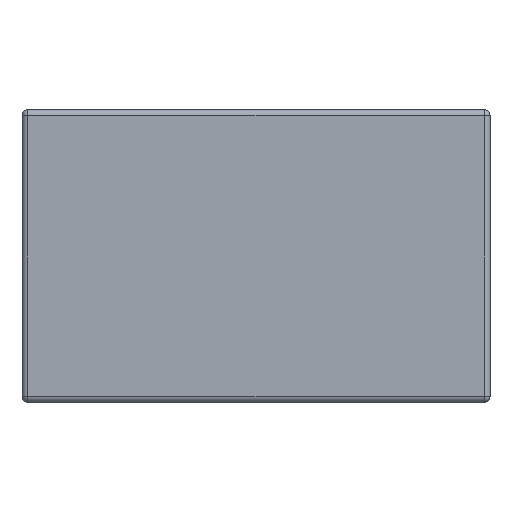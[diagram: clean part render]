
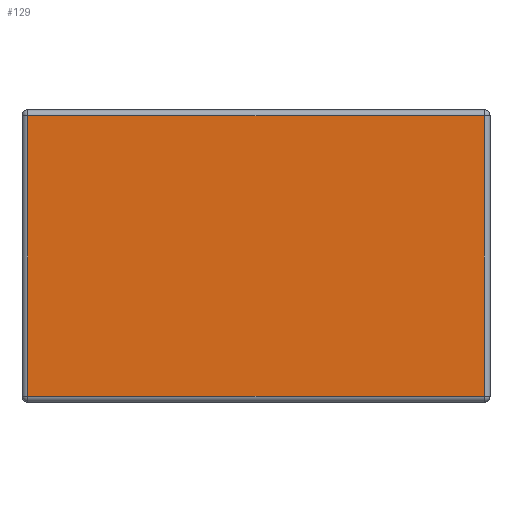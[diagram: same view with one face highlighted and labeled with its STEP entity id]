
A CAD part, front view. The second image highlights one B-rep face of the part: STEP entity #129.
In plain terms, the highlighted planar face has unit normal (0, -1, 0).
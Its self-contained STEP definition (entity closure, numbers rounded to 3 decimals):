
#129 = ADVANCED_FACE( '', ( #237 ), #238, .T. );
#237 = FACE_OUTER_BOUND( '', #335, .T. );
#238 = PLANE( '', #336 );
#335 = EDGE_LOOP( '', ( #493, #494, #495, #496 ) );
#336 = AXIS2_PLACEMENT_3D( '', #497, #498, #499 );
#493 = ORIENTED_EDGE( '', *, *, #650, .T. );
#494 = ORIENTED_EDGE( '', *, *, #623, .T. );
#495 = ORIENTED_EDGE( '', *, *, #645, .T. );
#496 = ORIENTED_EDGE( '', *, *, #674, .T. );
#497 = CARTESIAN_POINT( '', ( -0.8, -0.5, -0.5 ) );
#498 = DIRECTION( '', ( 0., -1., 0. ) );
#499 = DIRECTION( '', ( 0., 0., -1. ) );
#623 = EDGE_CURVE( '', #712, #717, #719, .T. );
#645 = EDGE_CURVE( '', #717, #751, #753, .T. );
#650 = EDGE_CURVE( '', #755, #712, #761, .T. );
#674 = EDGE_CURVE( '', #751, #755, #797, .T. );
#712 = VERTEX_POINT( '', #840 );
#717 = VERTEX_POINT( '', #846 );
#719 = LINE( '', #848, #849 );
#751 = VERTEX_POINT( '', #887 );
#753 = LINE( '', #889, #890 );
#755 = VERTEX_POINT( '', #892 );
#761 = LINE( '', #899, #900 );
#797 = LINE( '', #948, #949 );
#840 = CARTESIAN_POINT( '', ( -0.78, -0.5, -0.48 ) );
#846 = CARTESIAN_POINT( '', ( 0.78, -0.5, -0.48 ) );
#848 = CARTESIAN_POINT( '', ( 0.8, -0.5, -0.48 ) );
#849 = VECTOR( '', #997, 1000. );
#887 = CARTESIAN_POINT( '', ( 0.78, -0.5, 0.48 ) );
#889 = CARTESIAN_POINT( '', ( 0.78, -0.5, 0.5 ) );
#890 = VECTOR( '', #1034, 1000. );
#892 = CARTESIAN_POINT( '', ( -0.78, -0.5, 0.48 ) );
#899 = CARTESIAN_POINT( '', ( -0.78, -0.5, -0.5 ) );
#900 = VECTOR( '', #1042, 1000. );
#948 = CARTESIAN_POINT( '', ( -0.8, -0.5, 0.48 ) );
#949 = VECTOR( '', #1070, 1000. );
#997 = DIRECTION( '', ( 1., 0., 0. ) );
#1034 = DIRECTION( '', ( 0., 0., 1. ) );
#1042 = DIRECTION( '', ( 0., 0., -1. ) );
#1070 = DIRECTION( '', ( -1., 0., 0. ) );
